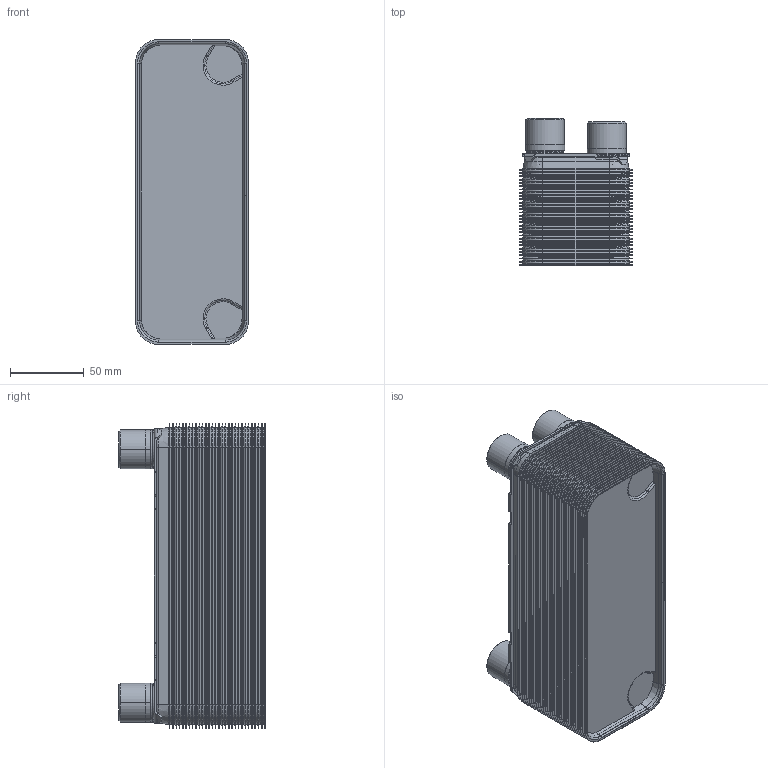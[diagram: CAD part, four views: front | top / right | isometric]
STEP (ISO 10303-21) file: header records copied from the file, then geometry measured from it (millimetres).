
FILE_DESCRIPTION((''),'2;1');
FILE_NAME('AN14_30H_3287050663_ASM','2012-06-06T',('CNSHLGO'),(''),'PRO/ENGINEER BY PARAMETRIC TECHNOLOGY CORPORATION, 2007390','PRO/ENGINEER BY PARAMETRIC TECHNOLOGY CORPORATION, 2007390','');
FILE_SCHEMA(('CONFIG_CONTROL_DESIGN'));
Length unit declared in the file: millimetre
Products named in the file (5): CB14_30H; CB14_FP_S1S2S3S4_18; CB14_PP; A21_ISO_228-1_; AN14_30H_3287050663_ASM
Assembly tree (7 placements, depth 2):
  AN14_30H_3287050663_ASM
    CB14_30H
    CB14_FP_S1S2S3S4_18
    CB14_PP
    A21_ISO_228-1_  x4
Bounding box: 76.95 x 99.5 x 206.95 mm (x, y, z)
Volume: 132741.5 mm3; surface area: 481866.1 mm2
Topology: 36 solids, 40 shells, 2461 faces, 6023 edges, 3714 vertices
Faces by surface type: cylinder 961, plane 716, torus 512, cone 272
Entity records: 70411 total; most frequent: DIRECTION 13217, CARTESIAN_POINT 12190, ORIENTED_EDGE 11658, EDGE_CURVE 5831, AXIS2_PLACEMENT_3D 5058, VERTEX_POINT 3594, VECTOR 3101, LINE 3101
